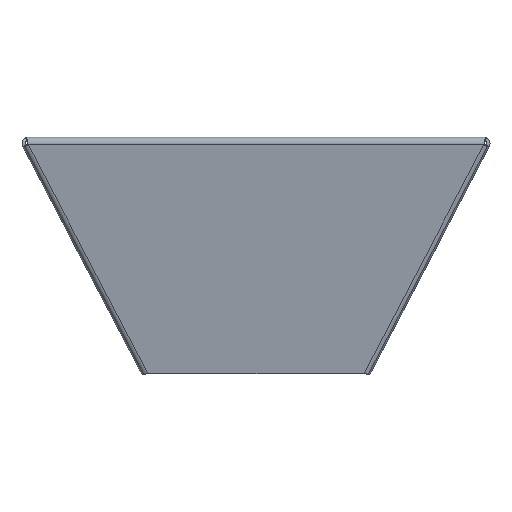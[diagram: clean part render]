
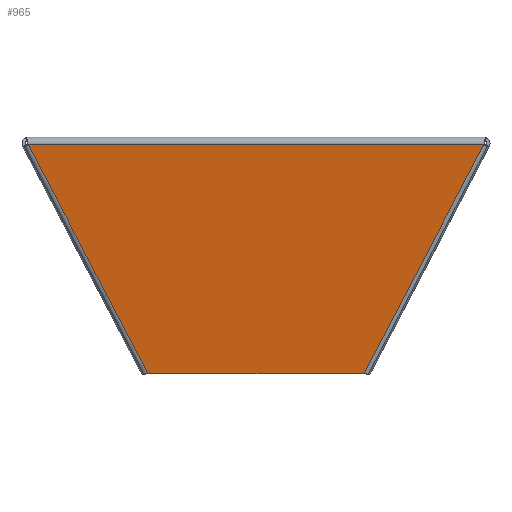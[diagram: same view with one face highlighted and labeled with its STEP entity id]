
A CAD part, front view. The second image highlights one B-rep face of the part: STEP entity #965.
In plain terms, the highlighted planar face has unit normal (0, -0.99, -0.139).
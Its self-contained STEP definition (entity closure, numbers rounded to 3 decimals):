
#46=PLANE('',#1066);
#64=CIRCLE('',#1013,19.842);
#77=CIRCLE('',#1054,19.842);
#143=FACE_OUTER_BOUND('',#205,.T.);
#205=EDGE_LOOP('',(#802,#803,#804,#805,#806,#807));
#276=LINE('',#1568,#370);
#300=LINE('',#1770,#394);
#301=LINE('',#1771,#395);
#302=LINE('',#1772,#396);
#370=VECTOR('',#1198,10.);
#394=VECTOR('',#1270,10.);
#395=VECTOR('',#1271,10.);
#396=VECTOR('',#1272,10.);
#433=VERTEX_POINT('',#1402);
#436=VERTEX_POINT('',#1424);
#464=VERTEX_POINT('',#1567);
#473=VERTEX_POINT('',#1662);
#476=VERTEX_POINT('',#1675);
#491=VERTEX_POINT('',#1769);
#514=EDGE_CURVE('',#433,#436,#64,.T.);
#560=EDGE_CURVE('',#436,#464,#276,.T.);
#581=EDGE_CURVE('',#473,#476,#77,.T.);
#601=EDGE_CURVE('',#476,#491,#300,.T.);
#602=EDGE_CURVE('',#491,#464,#301,.T.);
#603=EDGE_CURVE('',#473,#433,#302,.T.);
#802=ORIENTED_EDGE('',*,*,#581,.T.);
#803=ORIENTED_EDGE('',*,*,#601,.T.);
#804=ORIENTED_EDGE('',*,*,#602,.T.);
#805=ORIENTED_EDGE('',*,*,#560,.F.);
#806=ORIENTED_EDGE('',*,*,#514,.F.);
#807=ORIENTED_EDGE('',*,*,#603,.F.);
#965=ADVANCED_FACE('',(#143),#46,.F.);
#1013=AXIS2_PLACEMENT_3D('',#1425,#1108,#1109);
#1054=AXIS2_PLACEMENT_3D('',#1677,#1234,#1235);
#1066=AXIS2_PLACEMENT_3D('',#1768,#1268,#1269);
#1108=DIRECTION('center_axis',(0.,0.99,
0.139));
#1109=DIRECTION('ref_axis',(-0.925,-0.053,0.376));
#1198=DIRECTION('',(-0.46,0.123,-0.879));
#1234=DIRECTION('center_axis',(0.,-0.99,-0.139));
#1235=DIRECTION('ref_axis',(0.925,-0.053,0.376));
#1268=DIRECTION('center_axis',(0.,0.99,0.139));
#1269=DIRECTION('ref_axis',(0.,-0.139,0.99));
#1270=DIRECTION('',(0.46,0.123,-0.879));
#1271=DIRECTION('',(1.,0.,0.));
#1272=DIRECTION('',(1.,0.,0.));
#1402=CARTESIAN_POINT('',(189.519,-81.725,190.305));
#1424=CARTESIAN_POINT('',(189.371,-81.674,189.937));
#1425=CARTESIAN_POINT('Origin',(171.013,-82.72,197.391));
#1567=CARTESIAN_POINT('',(89.86,-54.976,-0.347));
#1568=CARTESIAN_POINT('',(192.36,-82.476,195.653));
#1662=CARTESIAN_POINT('',(-189.519,-81.725,190.305));
#1675=CARTESIAN_POINT('',(-189.371,-81.674,189.937));
#1677=CARTESIAN_POINT('Origin',(-171.013,-82.72,197.391));
#1768=CARTESIAN_POINT('Origin',(-192.36,-82.476,195.653));
#1769=CARTESIAN_POINT('',(-89.86,-54.976,-0.347));
#1770=CARTESIAN_POINT('',(-192.36,-82.476,195.653));
#1771=CARTESIAN_POINT('',(-92.5,-54.976,-0.347));
#1772=CARTESIAN_POINT('',(-193.68,-81.725,190.305));
